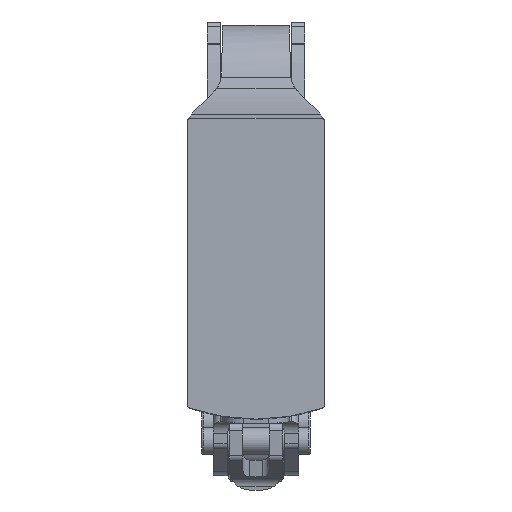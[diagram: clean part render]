
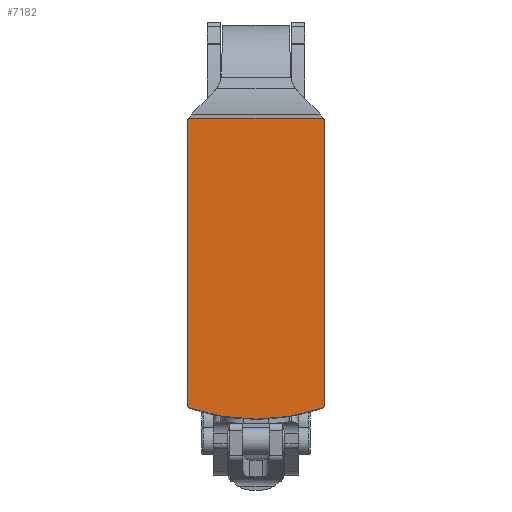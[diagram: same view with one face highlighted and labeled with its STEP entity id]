
A CAD part, front view. The second image highlights one B-rep face of the part: STEP entity #7182.
In plain terms, the highlighted planar face has unit normal (0, -1, 0).
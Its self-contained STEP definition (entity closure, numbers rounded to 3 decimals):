
#152=PLANE('',#7699);
#319=LINE('',#11043,#797);
#323=LINE('',#11059,#801);
#327=LINE('',#11078,#805);
#797=VECTOR('',#8635,1000.);
#801=VECTOR('',#8651,1000.);
#805=VECTOR('',#8673,1000.);
#1271=CIRCLE('',#7670,30.);
#1273=CIRCLE('',#7673,0.5);
#1276=CIRCLE('',#7678,0.5);
#1280=CIRCLE('',#7684,0.5);
#1282=CIRCLE('',#7687,0.5);
#1793=ORIENTED_EDGE('',*,*,#3900,.F.);
#1794=ORIENTED_EDGE('',*,*,#3923,.F.);
#1795=ORIENTED_EDGE('',*,*,#3918,.F.);
#1796=ORIENTED_EDGE('',*,*,#3895,.F.);
#1797=ORIENTED_EDGE('',*,*,#3916,.F.);
#1798=ORIENTED_EDGE('',*,*,#3913,.F.);
#1799=ORIENTED_EDGE('',*,*,#3908,.F.);
#1800=ORIENTED_EDGE('',*,*,#3905,.F.);
#3895=EDGE_CURVE('',#4972,#4973,#1271,.T.);
#3900=EDGE_CURVE('',#4977,#4978,#1273,.T.);
#3905=EDGE_CURVE('',#4978,#4982,#319,.T.);
#3908=EDGE_CURVE('',#4982,#4984,#1276,.T.);
#3913=EDGE_CURVE('',#4984,#4988,#323,.T.);
#3916=EDGE_CURVE('',#4988,#4972,#1280,.T.);
#3918=EDGE_CURVE('',#4973,#4990,#1282,.T.);
#3923=EDGE_CURVE('',#4990,#4977,#327,.T.);
#4972=VERTEX_POINT('',#11004);
#4973=VERTEX_POINT('',#11005);
#4977=VERTEX_POINT('',#11033);
#4978=VERTEX_POINT('',#11034);
#4982=VERTEX_POINT('',#11044);
#4984=VERTEX_POINT('',#11050);
#4988=VERTEX_POINT('',#11060);
#4990=VERTEX_POINT('',#11069);
#5847=EDGE_LOOP('',(#1793,#1794,#1795,#1796,#1797,#1798,#1799,#1800));
#6413=FACE_BOUND('',#5847,.T.);
#7182=ADVANCED_FACE('',(#6413),#152,.F.);
#7670=AXIS2_PLACEMENT_3D('',#11003,#8617,#8618);
#7673=AXIS2_PLACEMENT_3D('',#11032,#8625,#8626);
#7678=AXIS2_PLACEMENT_3D('',#11049,#8640,#8641);
#7684=AXIS2_PLACEMENT_3D('',#11065,#8656,#8657);
#7687=AXIS2_PLACEMENT_3D('',#11068,#8662,#8663);
#7699=AXIS2_PLACEMENT_3D('',#11093,#8689,#8690);
#8617=DIRECTION('',(0.,1.,0.));
#8618=DIRECTION('',(1.,0.,0.));
#8625=DIRECTION('',(0.,1.,0.));
#8626=DIRECTION('',(1.,0.,0.));
#8635=DIRECTION('',(0.,0.,1.));
#8640=DIRECTION('',(0.,1.,0.));
#8641=DIRECTION('',(1.,0.,0.));
#8651=DIRECTION('',(1.,0.,0.));
#8656=DIRECTION('',(0.,1.,0.));
#8657=DIRECTION('',(1.,0.,0.));
#8662=DIRECTION('',(0.,1.,0.));
#8663=DIRECTION('',(1.,0.,0.));
#8673=DIRECTION('',(-1.,0.,0.));
#8689=DIRECTION('',(0.,1.,0.));
#8690=DIRECTION('',(0.,0.,1.));
#11003=CARTESIAN_POINT('',(-7.284,0.,0.));
#11004=CARTESIAN_POINT('',(21.118,0.,9.661));
#11005=CARTESIAN_POINT('',(21.118,0.,-9.661));
#11032=CARTESIAN_POINT('',(-20.5,0.,-9.5));
#11033=CARTESIAN_POINT('',(-20.5,0.,-10.));
#11034=CARTESIAN_POINT('',(-21.,0.,-9.5));
#11043=CARTESIAN_POINT('',(-21.,0.,-9.5));
#11044=CARTESIAN_POINT('',(-21.,0.,9.5));
#11049=CARTESIAN_POINT('',(-20.5,0.,9.5));
#11050=CARTESIAN_POINT('',(-20.5,0.,10.));
#11059=CARTESIAN_POINT('',(-20.5,0.,10.));
#11060=CARTESIAN_POINT('',(20.644,0.,10.));
#11065=CARTESIAN_POINT('',(20.644,0.,9.5));
#11068=CARTESIAN_POINT('',(20.644,0.,-9.5));
#11069=CARTESIAN_POINT('',(20.644,0.,-10.));
#11078=CARTESIAN_POINT('',(20.644,0.,-10.));
#11093=CARTESIAN_POINT('',(-20.5,0.,-9.5));
